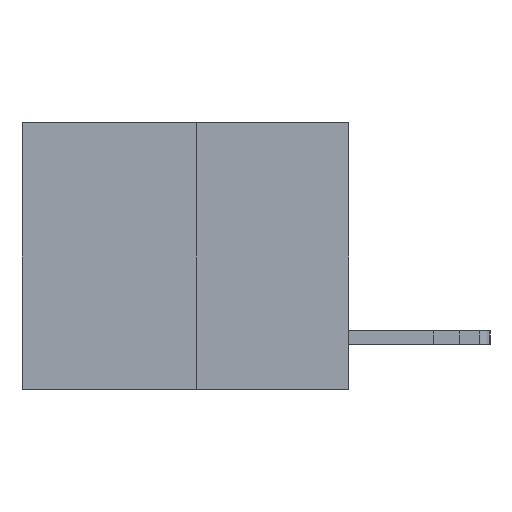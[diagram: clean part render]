
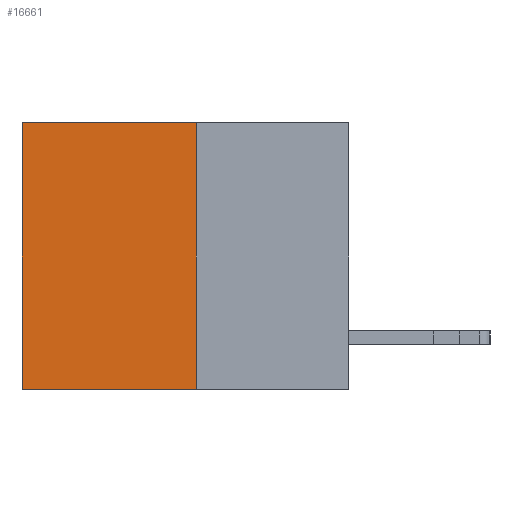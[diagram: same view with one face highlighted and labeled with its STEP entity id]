
A CAD part, left-side view. The second image highlights one B-rep face of the part: STEP entity #16661.
In plain terms, the highlighted planar face has unit normal (-1, 0, 0).
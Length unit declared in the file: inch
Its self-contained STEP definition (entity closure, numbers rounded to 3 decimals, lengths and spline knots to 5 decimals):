
#6 = DIRECTION ( 'NONE',  ( 1., 0., 0. ) ) ;
#10 = DIRECTION ( 'NONE',  ( 0., 1., 0. ) ) ;
#206 = EDGE_CURVE ( 'NONE', #15568, #4110, #11207, .T. ) ;
#867 = FACE_OUTER_BOUND ( 'NONE', #13787, .T. ) ;
#1848 = CARTESIAN_POINT ( 'NONE',  ( 0.3165, 0.28, 0. ) ) ;
#3803 = CARTESIAN_POINT ( 'NONE',  ( 0.3165, 0.28, -0.49 ) ) ;
#4110 = VERTEX_POINT ( 'NONE', #16809 ) ;
#4731 = LINE ( 'NONE', #7879, #6252 ) ;
#6252 = VECTOR ( 'NONE', #19318, 39.37008 ) ;
#6475 = PLANE ( 'NONE',  #11457 ) ;
#6952 = ORIENTED_EDGE ( 'NONE', *, *, #17920, .F. ) ;
#7048 = LINE ( 'NONE', #13629, #15501 ) ;
#7653 = VECTOR ( 'NONE', #20242, 39.37008 ) ;
#7879 = CARTESIAN_POINT ( 'NONE',  ( 0.3165, 0.6, -0.49 ) ) ;
#7975 = ORIENTED_EDGE ( 'NONE', *, *, #14997, .F. ) ;
#9894 = ORIENTED_EDGE ( 'NONE', *, *, #206, .T. ) ;
#10229 = CARTESIAN_POINT ( 'NONE',  ( 0.3165, 0.28, 0. ) ) ;
#10605 = DIRECTION ( 'NONE',  ( 0., 1., 0. ) ) ;
#11207 = LINE ( 'NONE', #1848, #17943 ) ;
#11457 = AXIS2_PLACEMENT_3D ( 'NONE', #19636, #6, #14652 ) ;
#13038 = LINE ( 'NONE', #18596, #7653 ) ;
#13629 = CARTESIAN_POINT ( 'NONE',  ( 0.3165, 0.28, -0.49 ) ) ;
#13787 = EDGE_LOOP ( 'NONE', ( #20511, #7975, #6952, #9894 ) ) ;
#14652 = DIRECTION ( 'NONE',  ( 0., 0., -1. ) ) ;
#14874 = VERTEX_POINT ( 'NONE', #3803 ) ;
#14997 = EDGE_CURVE ( 'NONE', #14874, #19677, #7048, .T. ) ;
#15501 = VECTOR ( 'NONE', #10605, 39.37008 ) ;
#15568 = VERTEX_POINT ( 'NONE', #10229 ) ;
#16661 = ADVANCED_FACE ( 'NONE', ( #867 ), #6475, .F. ) ;
#16809 = CARTESIAN_POINT ( 'NONE',  ( 0.3165, 0.6, 0. ) ) ;
#17920 = EDGE_CURVE ( 'NONE', #15568, #14874, #13038, .T. ) ;
#17943 = VECTOR ( 'NONE', #10, 39.37008 ) ;
#18596 = CARTESIAN_POINT ( 'NONE',  ( 0.3165, 0.28, -0.49 ) ) ;
#19318 = DIRECTION ( 'NONE',  ( 0., 0., -1. ) ) ;
#19636 = CARTESIAN_POINT ( 'NONE',  ( 0.3165, 0.28, -0.49 ) ) ;
#19677 = VERTEX_POINT ( 'NONE', #20993 ) ;
#19713 = EDGE_CURVE ( 'NONE', #4110, #19677, #4731, .T. ) ;
#20242 = DIRECTION ( 'NONE',  ( 0., 0., -1. ) ) ;
#20511 = ORIENTED_EDGE ( 'NONE', *, *, #19713, .T. ) ;
#20993 = CARTESIAN_POINT ( 'NONE',  ( 0.3165, 0.6, -0.49 ) ) ;
